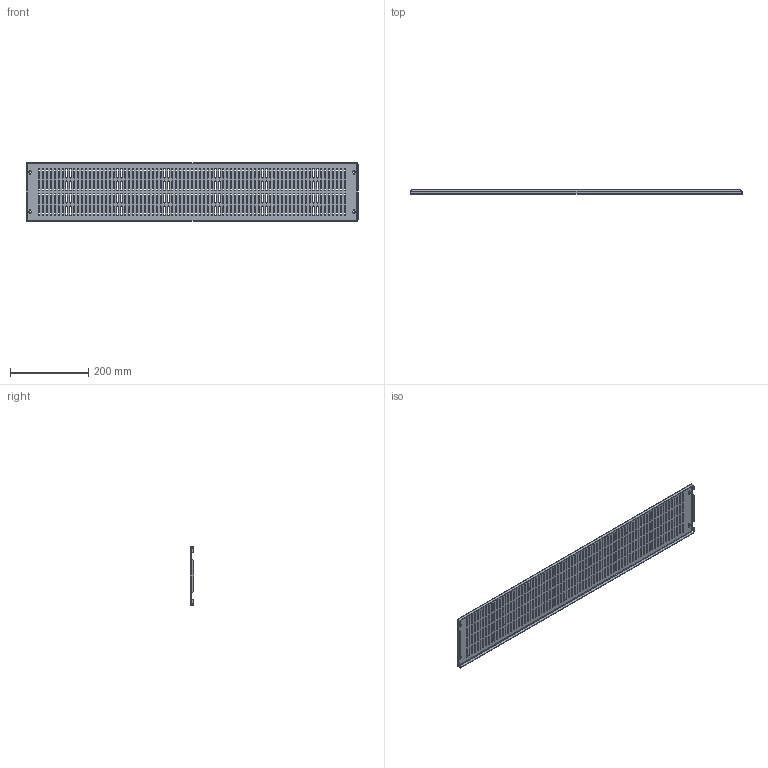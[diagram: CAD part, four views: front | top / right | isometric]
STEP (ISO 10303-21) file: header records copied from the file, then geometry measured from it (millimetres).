
FILE_DESCRIPTION (( 'STEP AP214' ), '1' );
FILE_NAME ('943.015.ﾑ.STEP', '2024-10-04T04:21:41', ( '' ), ( '' ), 'SwSTEP 2.0', 'SolidWorks 2021', '' );
FILE_SCHEMA (( 'AUTOMOTIVE_DESIGN' ));
Length unit declared in the file: millimetre
Products named in the file (1): 943.015.ﾑ
Bounding box: 847 x 10 x 150 mm (x, y, z)
Volume: 177038.1 mm3; surface area: 264686.8 mm2
Topology: 1 solids, 1 shells, 1698 faces, 5040 edges, 3344 vertices
Faces by surface type: cylinder 988, plane 702, bspline 8
Entity records: 59186 total; most frequent: CARTESIAN_POINT 10507, DIRECTION 10366, ORIENTED_EDGE 10080, EDGE_CURVE 5040, AXIS2_PLACEMENT_3D 3667, VERTEX_POINT 3344, VECTOR 3032, LINE 3032
